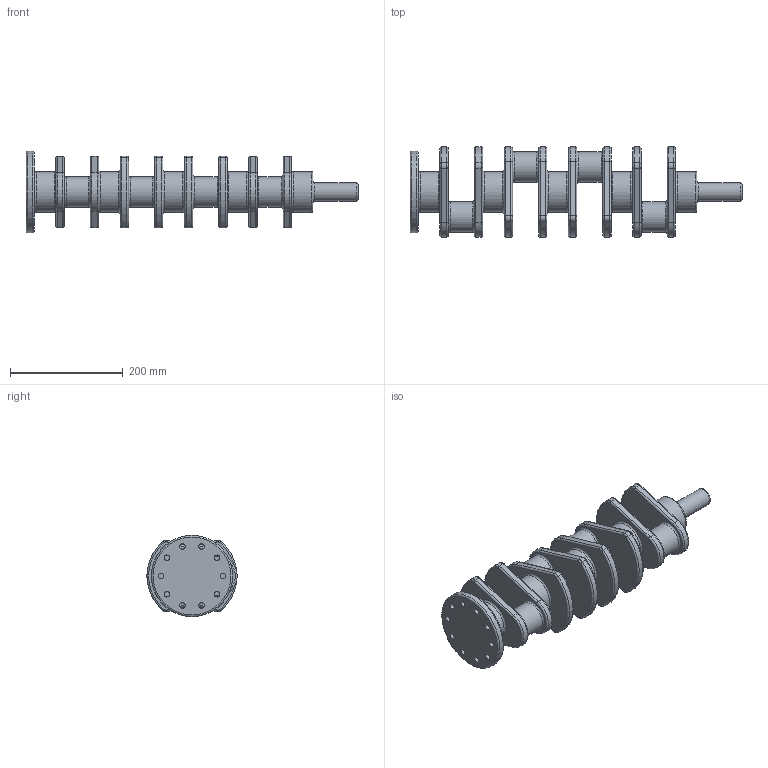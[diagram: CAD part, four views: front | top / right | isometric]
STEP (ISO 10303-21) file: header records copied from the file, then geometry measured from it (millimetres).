
FILE_DESCRIPTION (( 'STEP AP214' ), '1' );
FILE_NAME ('Part2. Crankshaft.STEP', '2025-02-20T13:27:07', ( '' ), ( '' ), 'SwSTEP 2.0', 'SolidWorks 2025', '' );
FILE_SCHEMA (( 'AUTOMOTIVE_DESIGN' ));
Length unit declared in the file: millimetre
Products named in the file (1): Part2. Crankshaft
Bounding box: 589 x 160 x 144 mm (x, y, z)
Volume: 3200432.1 mm3; surface area: 341798.3 mm2
Topology: 1 solids, 1 shells, 207 faces, 448 edges, 261 vertices
Faces by surface type: torus 86, cylinder 85, plane 36
Full cylindrical faces by diameter (mm): 10 x10, 32 x1, 54 x4, 72 x5, 144 x1
Entity records: 5449 total; most frequent: DIRECTION 1104, CARTESIAN_POINT 864, ORIENTED_EDGE 800, AXIS2_PLACEMENT_3D 496, EDGE_CURVE 400, CIRCLE 288, EDGE_LOOP 288, VERTEX_POINT 256
